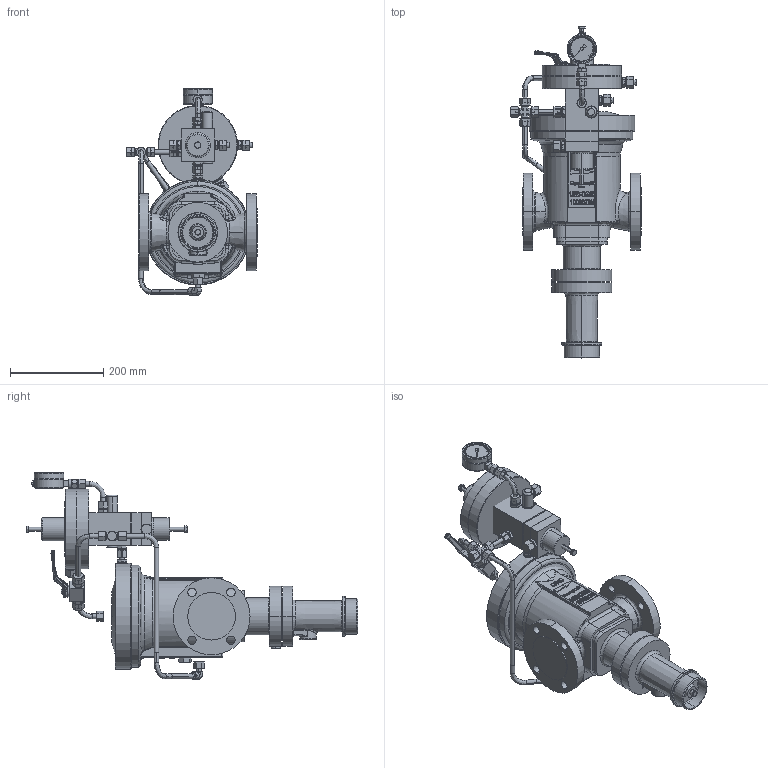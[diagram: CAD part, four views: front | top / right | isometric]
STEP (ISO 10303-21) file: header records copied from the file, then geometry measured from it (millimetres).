
FILE_DESCRIPTION (( 'STEP AP214' ), '1' );
FILE_NAME ('HON402_DN50_DN50_PN16-40_625LP_720_L_X.STEP', '2020-06-05T05:36:50', ( '' ), ( '' ), 'SwSTEP 2.0', 'SolidWorks 2017', '' );
FILE_SCHEMA (( 'AUTOMOTIVE_DESIGN' ));
Length unit declared in the file: millimetre
Products named in the file (1): HON402_DN50_DN50_PN16-40_625LP_720_L_X
Bounding box: 278.9 x 710.56 x 442.22 mm (x, y, z)
Volume: 11833025.4 mm3; surface area: 800571.4 mm2
Topology: 60 solids, 61 shells, 2369 faces, 5616 edges, 3470 vertices
Faces by surface type: plane 845, cone 576, bspline 575, cylinder 349, torus 20, sphere 4
Entity records: 103294 total; most frequent: CARTESIAN_POINT 44778, ORIENTED_EDGE 11188, DIRECTION 8868, EDGE_CURVE 5594, VERTEX_POINT 3470, AXIS2_PLACEMENT_3D 3343, EDGE_LOOP 2512, FACE_OUTER_BOUND 2369
